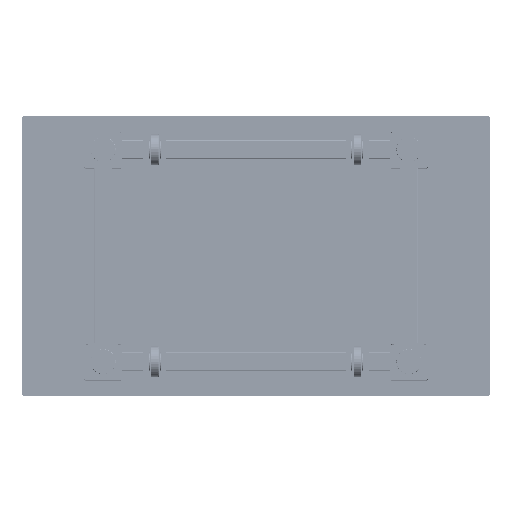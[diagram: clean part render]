
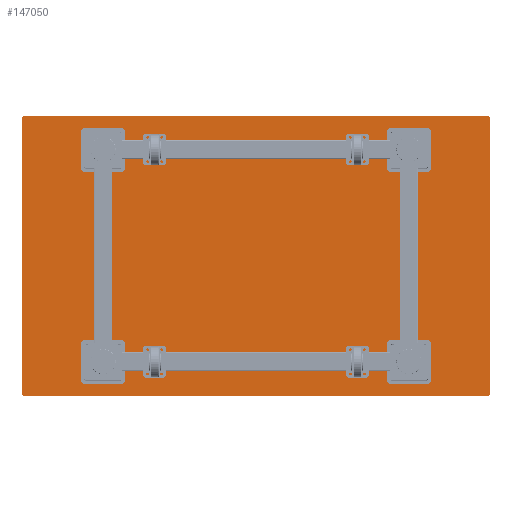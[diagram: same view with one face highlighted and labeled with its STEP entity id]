
A CAD part, top view. The second image highlights one B-rep face of the part: STEP entity #147050.
In plain terms, the highlighted planar face has unit normal (0, 0, 1).
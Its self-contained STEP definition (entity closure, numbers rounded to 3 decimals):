
#3488 = DIRECTION ( 'NONE',  ( 0., 0., 1. ) ) ;
#5408 = AXIS2_PLACEMENT_3D ( 'NONE', #234247, #77962, #124815 ) ;
#10308 = CIRCLE ( 'NONE', #128846, 11. ) ;
#12598 = EDGE_CURVE ( 'NONE', #210308, #155692, #106441, .T. ) ;
#17481 = DIRECTION ( 'NONE',  ( 0., 0., 1. ) ) ;
#18768 = EDGE_CURVE ( 'NONE', #155692, #31889, #185854, .T. ) ;
#29606 = DIRECTION ( 'NONE',  ( 0., 1., 0. ) ) ;
#31889 = VERTEX_POINT ( 'NONE', #103712 ) ;
#44251 = DIRECTION ( 'NONE',  ( 0., -1., 0. ) ) ;
#44771 = EDGE_CURVE ( 'NONE', #50159, #49895, #10308, .T. ) ;
#46815 = PLANE ( 'NONE',  #5408 ) ;
#49895 = VERTEX_POINT ( 'NONE', #94705 ) ;
#50159 = VERTEX_POINT ( 'NONE', #66474 ) ;
#57740 = CARTESIAN_POINT ( 'NONE',  ( 211.642, -102.076, -361.5 ) ) ;
#63497 = LINE ( 'NONE', #141518, #206266 ) ;
#66474 = CARTESIAN_POINT ( 'NONE',  ( -1277.358, -91.076, -361.5 ) ) ;
#67100 = CARTESIAN_POINT ( 'NONE',  ( -1277.358, 786.924, -361.5 ) ) ;
#77415 = CARTESIAN_POINT ( 'NONE',  ( 211.642, -102.076, -361.5 ) ) ;
#77962 = DIRECTION ( 'NONE',  ( 0., 0., 1. ) ) ;
#80959 = DIRECTION ( 'NONE',  ( 0., 1., 0. ) ) ;
#81584 = DIRECTION ( 'NONE',  ( 0., 1., 0. ) ) ;
#88431 = ORIENTED_EDGE ( 'NONE', *, *, #103813, .T. ) ;
#94705 = CARTESIAN_POINT ( 'NONE',  ( -1266.358, -102.076, -361.5 ) ) ;
#98140 = ORIENTED_EDGE ( 'NONE', *, *, #18768, .T. ) ;
#98878 = EDGE_CURVE ( 'NONE', #148712, #210308, #242221, .T. ) ;
#98884 = CARTESIAN_POINT ( 'NONE',  ( 222.642, 786.924, -361.5 ) ) ;
#103712 = CARTESIAN_POINT ( 'NONE',  ( -1266.358, 797.924, -361.5 ) ) ;
#103813 = EDGE_CURVE ( 'NONE', #105866, #148712, #253175, .T. ) ;
#105157 = CARTESIAN_POINT ( 'NONE',  ( 211.642, 797.924, -361.5 ) ) ;
#105866 = VERTEX_POINT ( 'NONE', #77415 ) ;
#106401 = DIRECTION ( 'NONE',  ( -1., 0., 0. ) ) ;
#106441 = CIRCLE ( 'NONE', #221168, 11. ) ;
#107478 = VECTOR ( 'NONE', #29606, 1000. ) ;
#114177 = ORIENTED_EDGE ( 'NONE', *, *, #12598, .T. ) ;
#116306 = FACE_OUTER_BOUND ( 'NONE', #188654, .T. ) ;
#124815 = DIRECTION ( 'NONE',  ( 0., -1., 0. ) ) ;
#128846 = AXIS2_PLACEMENT_3D ( 'NONE', #216725, #219263, #80959 ) ;
#129738 = CIRCLE ( 'NONE', #142077, 11. ) ;
#133050 = VERTEX_POINT ( 'NONE', #67100 ) ;
#137819 = CARTESIAN_POINT ( 'NONE',  ( 211.642, -91.076, -361.5 ) ) ;
#138236 = LINE ( 'NONE', #57740, #163018 ) ;
#141518 = CARTESIAN_POINT ( 'NONE',  ( -1277.358, 786.924, -361.5 ) ) ;
#142077 = AXIS2_PLACEMENT_3D ( 'NONE', #160316, #242250, #221790 ) ;
#144802 = VECTOR ( 'NONE', #106401, 1000. ) ;
#147050 = ADVANCED_FACE ( 'NONE', ( #116306 ), #46815, .T. ) ;
#148712 = VERTEX_POINT ( 'NONE', #158676 ) ;
#155460 = ORIENTED_EDGE ( 'NONE', *, *, #98878, .T. ) ;
#155692 = VERTEX_POINT ( 'NONE', #209294 ) ;
#158676 = CARTESIAN_POINT ( 'NONE',  ( 222.642, -91.076, -361.5 ) ) ;
#160316 = CARTESIAN_POINT ( 'NONE',  ( -1266.358, 786.924, -361.5 ) ) ;
#163018 = VECTOR ( 'NONE', #213927, 1000. ) ;
#179001 = ORIENTED_EDGE ( 'NONE', *, *, #251278, .T. ) ;
#183523 = ORIENTED_EDGE ( 'NONE', *, *, #189701, .T. ) ;
#185854 = LINE ( 'NONE', #105157, #144802 ) ;
#188654 = EDGE_LOOP ( 'NONE', ( #88431, #155460, #114177, #98140, #179001, #208364, #242323, #183523 ) ) ;
#189701 = EDGE_CURVE ( 'NONE', #49895, #105866, #138236, .T. ) ;
#192890 = CARTESIAN_POINT ( 'NONE',  ( 211.642, 786.924, -361.5 ) ) ;
#206266 = VECTOR ( 'NONE', #44251, 1000. ) ;
#208364 = ORIENTED_EDGE ( 'NONE', *, *, #248606, .T. ) ;
#209294 = CARTESIAN_POINT ( 'NONE',  ( 211.642, 797.924, -361.5 ) ) ;
#210308 = VERTEX_POINT ( 'NONE', #98884 ) ;
#213927 = DIRECTION ( 'NONE',  ( 1., 0., 0. ) ) ;
#216725 = CARTESIAN_POINT ( 'NONE',  ( -1266.358, -91.076, -361.5 ) ) ;
#219263 = DIRECTION ( 'NONE',  ( 0., 0., 1. ) ) ;
#221168 = AXIS2_PLACEMENT_3D ( 'NONE', #192890, #17481, #251816 ) ;
#221790 = DIRECTION ( 'NONE',  ( 0., 1., 0. ) ) ;
#225555 = CARTESIAN_POINT ( 'NONE',  ( 222.642, 786.924, -361.5 ) ) ;
#234247 = CARTESIAN_POINT ( 'NONE',  ( 211.642, 786.924, -361.5 ) ) ;
#242221 = LINE ( 'NONE', #225555, #107478 ) ;
#242250 = DIRECTION ( 'NONE',  ( 0., 0., 1. ) ) ;
#242323 = ORIENTED_EDGE ( 'NONE', *, *, #44771, .T. ) ;
#245139 = AXIS2_PLACEMENT_3D ( 'NONE', #137819, #3488, #81584 ) ;
#248606 = EDGE_CURVE ( 'NONE', #133050, #50159, #63497, .T. ) ;
#251278 = EDGE_CURVE ( 'NONE', #31889, #133050, #129738, .T. ) ;
#251816 = DIRECTION ( 'NONE',  ( 0., 1., 0. ) ) ;
#253175 = CIRCLE ( 'NONE', #245139, 11. ) ;
